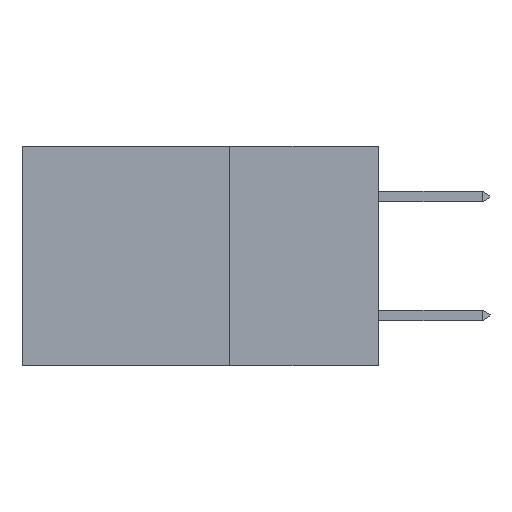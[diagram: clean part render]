
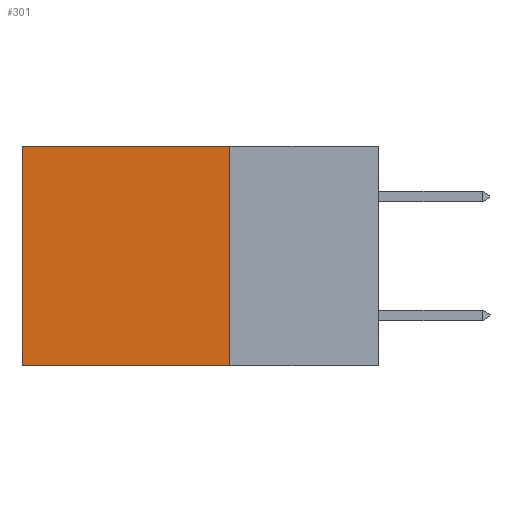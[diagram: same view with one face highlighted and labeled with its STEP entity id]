
A CAD part, left-side view. The second image highlights one B-rep face of the part: STEP entity #301.
In plain terms, the highlighted planar face has unit normal (-1, 0, 0).
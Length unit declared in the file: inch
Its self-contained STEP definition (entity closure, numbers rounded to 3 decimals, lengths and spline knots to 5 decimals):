
#301 = ADVANCED_FACE ( 'NONE', ( #3640 ), #11964, .F. ) ;
#605 = EDGE_CURVE ( 'NONE', #9975, #996, #8974, .T. ) ;
#796 = DIRECTION ( 'NONE',  ( 0., 0., -1. ) ) ;
#996 = VERTEX_POINT ( 'NONE', #5965 ) ;
#1012 = LINE ( 'NONE', #2468, #6366 ) ;
#1568 = EDGE_CURVE ( 'NONE', #9975, #5218, #6953, .T. ) ;
#1739 = CARTESIAN_POINT ( 'NONE',  ( 0.298, 0.25, 0. ) ) ;
#1894 = EDGE_CURVE ( 'NONE', #996, #8780, #4988, .T. ) ;
#2301 = DIRECTION ( 'NONE',  ( 0., 1., 0. ) ) ;
#2468 = CARTESIAN_POINT ( 'NONE',  ( 0.298, 0.25, -0.37 ) ) ;
#2473 = ORIENTED_EDGE ( 'NONE', *, *, #605, .T. ) ;
#3096 = DIRECTION ( 'NONE',  ( 0., 1., 0. ) ) ;
#3640 = FACE_OUTER_BOUND ( 'NONE', #6810, .T. ) ;
#4205 = CARTESIAN_POINT ( 'NONE',  ( 0.298, 0.6, 0. ) ) ;
#4381 = VECTOR ( 'NONE', #10506, 39.37008 ) ;
#4988 = LINE ( 'NONE', #4205, #6060 ) ;
#5012 = CARTESIAN_POINT ( 'NONE',  ( 0.298, 0.25, 0. ) ) ;
#5024 = VECTOR ( 'NONE', #3096, 39.37008 ) ;
#5197 = DIRECTION ( 'NONE',  ( 0., 0., -1. ) ) ;
#5218 = VERTEX_POINT ( 'NONE', #9197 ) ;
#5542 = CARTESIAN_POINT ( 'NONE',  ( 0.298, 0.25, 0. ) ) ;
#5965 = CARTESIAN_POINT ( 'NONE',  ( 0.298, 0.6, 0. ) ) ;
#6014 = AXIS2_PLACEMENT_3D ( 'NONE', #1739, #6567, #796 ) ;
#6060 = VECTOR ( 'NONE', #5197, 39.37008 ) ;
#6366 = VECTOR ( 'NONE', #2301, 39.37008 ) ;
#6567 = DIRECTION ( 'NONE',  ( 1., 0., 0. ) ) ;
#6810 = EDGE_LOOP ( 'NONE', ( #8101, #11079, #9609, #2473 ) ) ;
#6953 = LINE ( 'NONE', #5542, #4381 ) ;
#7508 = CARTESIAN_POINT ( 'NONE',  ( 0.298, 0.6, -0.37 ) ) ;
#8101 = ORIENTED_EDGE ( 'NONE', *, *, #1894, .T. ) ;
#8780 = VERTEX_POINT ( 'NONE', #7508 ) ;
#8974 = LINE ( 'NONE', #11958, #5024 ) ;
#9197 = CARTESIAN_POINT ( 'NONE',  ( 0.298, 0.25, -0.37 ) ) ;
#9609 = ORIENTED_EDGE ( 'NONE', *, *, #1568, .F. ) ;
#9975 = VERTEX_POINT ( 'NONE', #5012 ) ;
#10506 = DIRECTION ( 'NONE',  ( 0., 0., -1. ) ) ;
#11024 = EDGE_CURVE ( 'NONE', #5218, #8780, #1012, .T. ) ;
#11079 = ORIENTED_EDGE ( 'NONE', *, *, #11024, .F. ) ;
#11958 = CARTESIAN_POINT ( 'NONE',  ( 0.298, 0.25, 0. ) ) ;
#11964 = PLANE ( 'NONE',  #6014 ) ;
